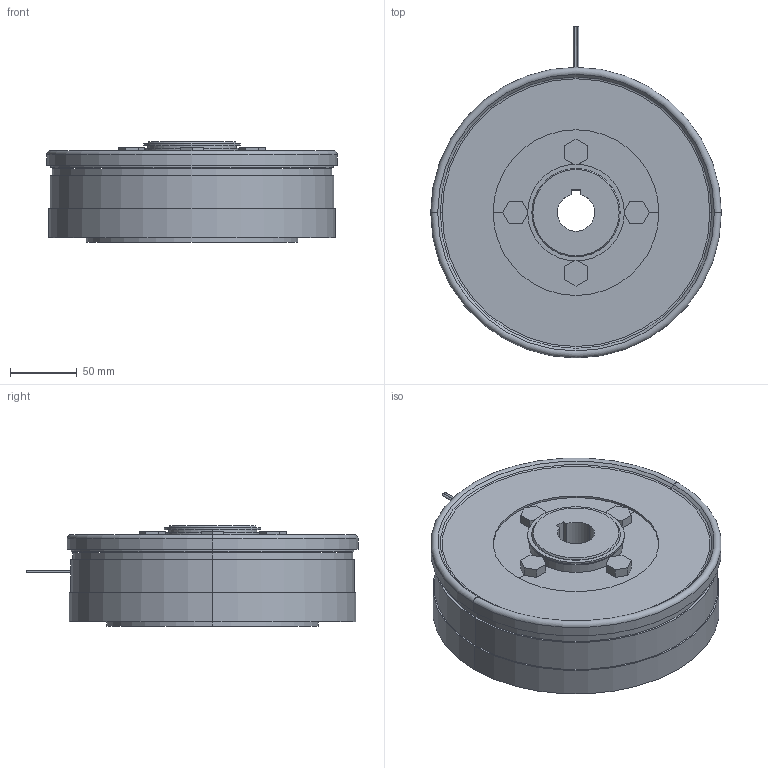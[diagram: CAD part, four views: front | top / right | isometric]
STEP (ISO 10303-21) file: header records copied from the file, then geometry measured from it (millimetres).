
FILE_DESCRIPTION (( 'STEP AP203' ), '1' );
FILE_NAME ('YPP616669.STEP', '2020-12-24T07:05:27', ( '' ), ( '' ), 'SwSTEP 2.0', 'SolidWorks 2016', '' );
FILE_SCHEMA (( 'CONFIG_CONTROL_DESIGN' ));
Length unit declared in the file: millimetre
Products named in the file (1): YPP616669
Bounding box: 218 x 249 x 75.3 mm (x, y, z)
Volume: 1745041.4 mm3; surface area: 289911.8 mm2
Topology: 9 solids, 9 shells, 162 faces, 348 edges, 220 vertices
Faces by surface type: cylinder 67, plane 53, cone 26, torus 16
Entity records: 4951 total; most frequent: CARTESIAN_POINT 1259, DIRECTION 800, ORIENTED_EDGE 696, EDGE_CURVE 348, AXIS2_PLACEMENT_3D 341, VERTEX_POINT 220, EDGE_LOOP 200, CIRCLE 178
